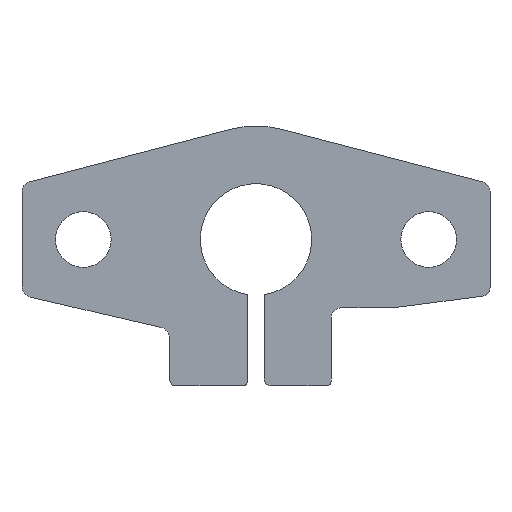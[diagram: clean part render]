
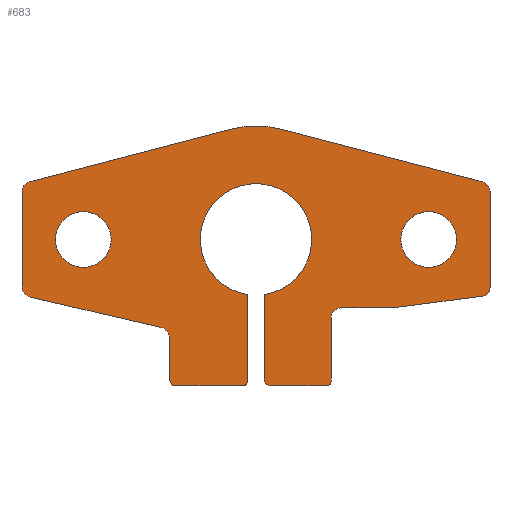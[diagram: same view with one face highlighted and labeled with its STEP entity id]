
A CAD part, front view. The second image highlights one B-rep face of the part: STEP entity #683.
In plain terms, the highlighted planar face has unit normal (0, -1, 0).
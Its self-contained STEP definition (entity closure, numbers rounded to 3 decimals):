
#1=DIRECTION('',(0.,0.,-1.));
#2=VECTOR('',#1,7.727);
#3=CARTESIAN_POINT('',(-0.75,0.,-4.943));
#4=LINE('',#3,#2);
#5=CARTESIAN_POINT('',(-1.22,0.,-12.67));
#6=DIRECTION('',(0.,1.,0.));
#7=DIRECTION('',(1.,0.,0.));
#8=AXIS2_PLACEMENT_3D('',#5,#6,#7);
#10=DIRECTION('',(-1.,0.,0.));
#11=VECTOR('',#10,5.98);
#12=CARTESIAN_POINT('',(-1.22,0.,-13.14));
#13=LINE('',#12,#11);
#14=CARTESIAN_POINT('',(-7.2,0.,-12.59));
#15=DIRECTION('',(0.,1.,0.));
#16=DIRECTION('',(0.,0.,-1.));
#17=AXIS2_PLACEMENT_3D('',#14,#15,#16);
#19=DIRECTION('',(0.,0.,1.));
#20=VECTOR('',#19,3.676);
#21=CARTESIAN_POINT('',(-7.75,0.,-12.59));
#22=LINE('',#21,#20);
#23=CARTESIAN_POINT('',(-8.81,0.,-8.914));
#24=DIRECTION('',(0.,-1.,0.));
#25=DIRECTION('',(1.,0.,0.));
#26=AXIS2_PLACEMENT_3D('',#23,#24,#25);
#28=DIRECTION('',(-0.974,0.,0.226));
#29=VECTOR('',#28,11.964);
#30=CARTESIAN_POINT('',(-8.571,0.,-7.881));
#31=LINE('',#30,#29);
#32=CARTESIAN_POINT('',(-20.,0.,-4.205));
#33=DIRECTION('',(0.,1.,0.));
#34=DIRECTION('',(-0.226,0.,-0.974));
#35=AXIS2_PLACEMENT_3D('',#32,#33,#34);
#37=DIRECTION('',(0.,0.,1.));
#38=VECTOR('',#37,8.541);
#39=CARTESIAN_POINT('',(-21.,0.,-4.205));
#40=LINE('',#39,#38);
#41=CARTESIAN_POINT('',(-20.14,0.,4.336));
#42=DIRECTION('',(0.,1.,0.));
#43=DIRECTION('',(-1.,0.,0.));
#44=AXIS2_PLACEMENT_3D('',#41,#42,#43);
#46=DIRECTION('',(0.968,0.,0.253));
#47=VECTOR('',#46,18.875);
#48=CARTESIAN_POINT('',(-20.357,0.,5.168));
#49=LINE('',#48,#47);
#50=CARTESIAN_POINT('',(0.,0.,1.918));
#51=DIRECTION('',(0.,1.,0.));
#52=DIRECTION('',(-0.253,0.,0.968));
#53=AXIS2_PLACEMENT_3D('',#50,#51,#52);
#55=DIRECTION('',(0.968,0.,-0.253));
#56=VECTOR('',#55,18.859);
#57=CARTESIAN_POINT('',(2.095,0.,9.938));
#58=LINE('',#57,#56);
#59=CARTESIAN_POINT('',(20.12,0.,4.32));
#60=DIRECTION('',(0.,1.,0.));
#61=DIRECTION('',(0.253,0.,0.968));
#62=AXIS2_PLACEMENT_3D('',#59,#60,#61);
#64=DIRECTION('',(0.,0.,-1.));
#65=VECTOR('',#64,8.627);
#66=CARTESIAN_POINT('',(21.,0.,4.32));
#67=LINE('',#66,#65);
#68=CARTESIAN_POINT('',(20.21,0.,-4.306));
#69=DIRECTION('',(0.,1.,0.));
#70=DIRECTION('',(1.,0.,0.));
#71=AXIS2_PLACEMENT_3D('',#68,#69,#70);
#73=DIRECTION('',(-0.992,0.,-0.129));
#74=VECTOR('',#73,7.576);
#75=CARTESIAN_POINT('',(20.312,0.,-5.09));
#76=LINE('',#75,#74);
#77=CARTESIAN_POINT('',(11.696,0.,2.4));
#78=DIRECTION('',(0.,1.,0.));
#79=DIRECTION('',(0.129,0.,-0.992));
#80=AXIS2_PLACEMENT_3D('',#77,#78,#79);
#82=DIRECTION('',(-1.,0.,0.));
#83=VECTOR('',#82,4.086);
#84=CARTESIAN_POINT('',(11.696,0.,-6.14));
#85=LINE('',#84,#83);
#86=CARTESIAN_POINT('',(7.61,0.,-7.));
#87=DIRECTION('',(0.,-1.,0.));
#88=DIRECTION('',(0.,0.,1.));
#89=AXIS2_PLACEMENT_3D('',#86,#87,#88);
#91=DIRECTION('',(0.,0.,-1.));
#92=VECTOR('',#91,5.7);
#93=CARTESIAN_POINT('',(6.75,0.,-7.));
#94=LINE('',#93,#92);
#95=CARTESIAN_POINT('',(6.31,0.,-12.7));
#96=DIRECTION('',(0.,1.,0.));
#97=DIRECTION('',(1.,0.,0.));
#98=AXIS2_PLACEMENT_3D('',#95,#96,#97);
#100=DIRECTION('',(-1.,0.,0.));
#101=VECTOR('',#100,4.93);
#102=CARTESIAN_POINT('',(6.31,0.,-13.14));
#103=LINE('',#102,#101);
#104=CARTESIAN_POINT('',(1.38,0.,-12.51));
#105=DIRECTION('',(0.,1.,0.));
#106=DIRECTION('',(0.,0.,-1.));
#107=AXIS2_PLACEMENT_3D('',#104,#105,#106);
#109=DIRECTION('',(0.,0.,1.));
#110=VECTOR('',#109,7.567);
#111=CARTESIAN_POINT('',(0.75,0.,-12.51));
#112=LINE('',#111,#110);
#113=CARTESIAN_POINT('',(0.,0.,0.));
#114=DIRECTION('',(0.,-1.,0.));
#115=DIRECTION('',(0.15,0.,-0.989));
#116=AXIS2_PLACEMENT_3D('',#113,#114,#115);
#118=CARTESIAN_POINT('',(15.5,0.,0.));
#119=DIRECTION('',(0.,-1.,0.));
#120=DIRECTION('',(-1.,0.,0.));
#121=AXIS2_PLACEMENT_3D('',#118,#119,#120);
#123=CARTESIAN_POINT('',(15.5,0.,0.));
#124=DIRECTION('',(0.,-1.,0.));
#125=DIRECTION('',(1.,0.,0.));
#126=AXIS2_PLACEMENT_3D('',#123,#124,#125);
#128=CARTESIAN_POINT('',(-15.5,0.,0.));
#129=DIRECTION('',(0.,-1.,0.));
#130=DIRECTION('',(-1.,0.,0.));
#131=AXIS2_PLACEMENT_3D('',#128,#129,#130);
#133=CARTESIAN_POINT('',(-15.5,0.,0.));
#134=DIRECTION('',(0.,-1.,0.));
#135=DIRECTION('',(1.,0.,0.));
#136=AXIS2_PLACEMENT_3D('',#133,#134,#135);
#472=CARTESIAN_POINT('',(-0.75,0.,-4.943));
#473=CARTESIAN_POINT('',(-0.75,0.,-12.67));
#474=VERTEX_POINT('',#472);
#475=VERTEX_POINT('',#473);
#476=CARTESIAN_POINT('',(-1.22,0.,-13.14));
#477=VERTEX_POINT('',#476);
#478=CARTESIAN_POINT('',(-7.2,0.,-13.14));
#479=VERTEX_POINT('',#478);
#480=CARTESIAN_POINT('',(-7.75,0.,-12.59));
#481=VERTEX_POINT('',#480);
#482=CARTESIAN_POINT('',(-7.75,0.,-8.914));
#483=VERTEX_POINT('',#482);
#484=CARTESIAN_POINT('',(-8.571,0.,-7.881));
#485=VERTEX_POINT('',#484);
#486=CARTESIAN_POINT('',(-20.226,0.,-5.179));
#487=VERTEX_POINT('',#486);
#488=CARTESIAN_POINT('',(-21.,0.,-4.205));
#489=VERTEX_POINT('',#488);
#490=CARTESIAN_POINT('',(-21.,0.,4.336));
#491=VERTEX_POINT('',#490);
#492=CARTESIAN_POINT('',(-20.357,0.,5.168));
#493=VERTEX_POINT('',#492);
#494=CARTESIAN_POINT('',(-2.095,0.,9.938));
#495=VERTEX_POINT('',#494);
#496=CARTESIAN_POINT('',(2.095,0.,9.938));
#497=VERTEX_POINT('',#496);
#498=CARTESIAN_POINT('',(20.342,0.,5.172));
#499=VERTEX_POINT('',#498);
#500=CARTESIAN_POINT('',(21.,0.,4.32));
#501=VERTEX_POINT('',#500);
#502=CARTESIAN_POINT('',(21.,0.,-4.306));
#503=VERTEX_POINT('',#502);
#504=CARTESIAN_POINT('',(20.312,0.,-5.09));
#505=VERTEX_POINT('',#504);
#506=CARTESIAN_POINT('',(12.799,0.,-6.068));
#507=VERTEX_POINT('',#506);
#508=CARTESIAN_POINT('',(11.696,0.,-6.14));
#509=VERTEX_POINT('',#508);
#510=CARTESIAN_POINT('',(7.61,0.,-6.14));
#511=VERTEX_POINT('',#510);
#512=CARTESIAN_POINT('',(6.75,0.,-7.));
#513=VERTEX_POINT('',#512);
#514=CARTESIAN_POINT('',(6.75,0.,-12.7));
#515=VERTEX_POINT('',#514);
#516=CARTESIAN_POINT('',(6.31,0.,-13.14));
#517=VERTEX_POINT('',#516);
#518=CARTESIAN_POINT('',(1.38,0.,-13.14));
#519=VERTEX_POINT('',#518);
#520=CARTESIAN_POINT('',(0.75,0.,-12.51));
#521=VERTEX_POINT('',#520);
#522=CARTESIAN_POINT('',(0.75,0.,-4.943));
#523=VERTEX_POINT('',#522);
#596=CARTESIAN_POINT('',(13.,0.,0.));
#597=CARTESIAN_POINT('',(18.,0.,0.));
#598=VERTEX_POINT('',#596);
#599=VERTEX_POINT('',#597);
#600=CARTESIAN_POINT('',(-18.,0.,0.));
#601=CARTESIAN_POINT('',(-13.,0.,0.));
#602=VERTEX_POINT('',#600);
#603=VERTEX_POINT('',#601);
#612=CARTESIAN_POINT('',(0.,0.,0.));
#613=DIRECTION('',(0.,1.,0.));
#614=DIRECTION('',(1.,0.,0.));
#615=AXIS2_PLACEMENT_3D('',#612,#613,#614);
#616=PLANE('',#615);
#618=ORIENTED_EDGE('',*,*,#617,.T.);
#620=ORIENTED_EDGE('',*,*,#619,.T.);
#622=ORIENTED_EDGE('',*,*,#621,.T.);
#624=ORIENTED_EDGE('',*,*,#623,.T.);
#626=ORIENTED_EDGE('',*,*,#625,.T.);
#628=ORIENTED_EDGE('',*,*,#627,.T.);
#630=ORIENTED_EDGE('',*,*,#629,.T.);
#632=ORIENTED_EDGE('',*,*,#631,.T.);
#634=ORIENTED_EDGE('',*,*,#633,.T.);
#636=ORIENTED_EDGE('',*,*,#635,.T.);
#638=ORIENTED_EDGE('',*,*,#637,.T.);
#640=ORIENTED_EDGE('',*,*,#639,.T.);
#642=ORIENTED_EDGE('',*,*,#641,.T.);
#644=ORIENTED_EDGE('',*,*,#643,.T.);
#646=ORIENTED_EDGE('',*,*,#645,.T.);
#648=ORIENTED_EDGE('',*,*,#647,.T.);
#650=ORIENTED_EDGE('',*,*,#649,.T.);
#652=ORIENTED_EDGE('',*,*,#651,.T.);
#654=ORIENTED_EDGE('',*,*,#653,.T.);
#656=ORIENTED_EDGE('',*,*,#655,.T.);
#658=ORIENTED_EDGE('',*,*,#657,.T.);
#660=ORIENTED_EDGE('',*,*,#659,.T.);
#662=ORIENTED_EDGE('',*,*,#661,.T.);
#664=ORIENTED_EDGE('',*,*,#663,.T.);
#666=ORIENTED_EDGE('',*,*,#665,.T.);
#668=ORIENTED_EDGE('',*,*,#667,.T.);
#669=EDGE_LOOP('',(#618,#620,#622,#624,#626,#628,#630,#632,#634,#636,#638,#640,
#642,#644,#646,#648,#650,#652,#654,#656,#658,#660,#662,#664,#666,#668));
#670=FACE_OUTER_BOUND('',#669,.F.);
#672=ORIENTED_EDGE('',*,*,#671,.T.);
#674=ORIENTED_EDGE('',*,*,#673,.T.);
#675=EDGE_LOOP('',(#672,#674));
#676=FACE_BOUND('',#675,.F.);
#678=ORIENTED_EDGE('',*,*,#677,.T.);
#680=ORIENTED_EDGE('',*,*,#679,.T.);
#681=EDGE_LOOP('',(#678,#680));
#682=FACE_BOUND('',#681,.F.);
#683=ADVANCED_FACE('',(#670,#676,#682),#616,.F.);
#9=CIRCLE('',#8,0.47);
#18=CIRCLE('',#17,0.55);
#27=CIRCLE('',#26,1.06);
#36=CIRCLE('',#35,1.);
#45=CIRCLE('',#44,0.86);
#54=CIRCLE('',#53,8.29);
#63=CIRCLE('',#62,0.88);
#72=CIRCLE('',#71,0.79);
#81=CIRCLE('',#80,8.54);
#90=CIRCLE('',#89,0.86);
#99=CIRCLE('',#98,0.44);
#108=CIRCLE('',#107,0.63);
#117=CIRCLE('',#116,5.);
#122=CIRCLE('',#121,2.5);
#127=CIRCLE('',#126,2.5);
#132=CIRCLE('',#131,2.5);
#137=CIRCLE('',#136,2.5);
#617=EDGE_CURVE('',#474,#475,#4,.T.);
#619=EDGE_CURVE('',#475,#477,#9,.T.);
#621=EDGE_CURVE('',#477,#479,#13,.T.);
#623=EDGE_CURVE('',#479,#481,#18,.T.);
#625=EDGE_CURVE('',#481,#483,#22,.T.);
#627=EDGE_CURVE('',#483,#485,#27,.T.);
#629=EDGE_CURVE('',#485,#487,#31,.T.);
#631=EDGE_CURVE('',#487,#489,#36,.T.);
#633=EDGE_CURVE('',#489,#491,#40,.T.);
#635=EDGE_CURVE('',#491,#493,#45,.T.);
#637=EDGE_CURVE('',#493,#495,#49,.T.);
#639=EDGE_CURVE('',#495,#497,#54,.T.);
#641=EDGE_CURVE('',#497,#499,#58,.T.);
#643=EDGE_CURVE('',#499,#501,#63,.T.);
#645=EDGE_CURVE('',#501,#503,#67,.T.);
#647=EDGE_CURVE('',#503,#505,#72,.T.);
#649=EDGE_CURVE('',#505,#507,#76,.T.);
#651=EDGE_CURVE('',#507,#509,#81,.T.);
#653=EDGE_CURVE('',#509,#511,#85,.T.);
#655=EDGE_CURVE('',#511,#513,#90,.T.);
#657=EDGE_CURVE('',#513,#515,#94,.T.);
#659=EDGE_CURVE('',#515,#517,#99,.T.);
#661=EDGE_CURVE('',#517,#519,#103,.T.);
#663=EDGE_CURVE('',#519,#521,#108,.T.);
#665=EDGE_CURVE('',#521,#523,#112,.T.);
#667=EDGE_CURVE('',#523,#474,#117,.T.);
#671=EDGE_CURVE('',#598,#599,#122,.T.);
#673=EDGE_CURVE('',#599,#598,#127,.T.);
#677=EDGE_CURVE('',#602,#603,#132,.T.);
#679=EDGE_CURVE('',#603,#602,#137,.T.);
